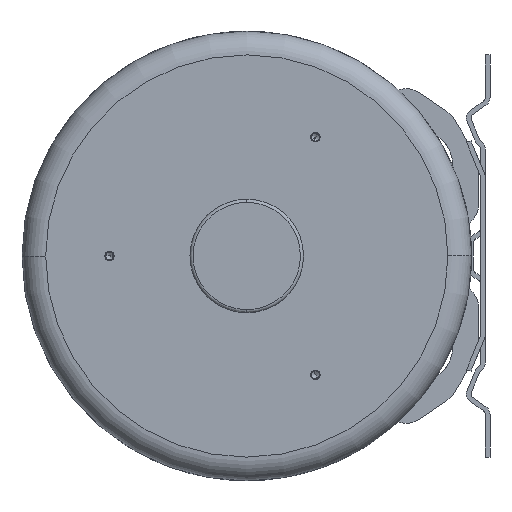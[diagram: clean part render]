
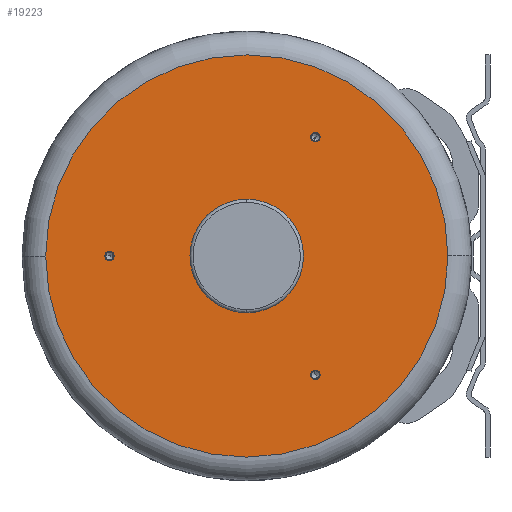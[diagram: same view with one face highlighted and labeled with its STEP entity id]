
A CAD part, left-side view. The second image highlights one B-rep face of the part: STEP entity #19223.
In plain terms, the highlighted planar face has unit normal (-1, 0, 0).
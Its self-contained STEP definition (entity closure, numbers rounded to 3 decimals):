
#358=CARTESIAN_POINT('',(-73.5,0.,0.));
#359=DIRECTION('',(1.,0.,0.));
#360=DIRECTION('',(0.,-1.,0.));
#361=AXIS2_PLACEMENT_3D('',#358,#359,#360);
#363=CARTESIAN_POINT('',(-73.5,0.,0.));
#364=DIRECTION('',(1.,0.,0.));
#365=DIRECTION('',(0.,-1.,-0.003));
#366=AXIS2_PLACEMENT_3D('',#363,#364,#365);
#368=CARTESIAN_POINT('',(-73.5,0.,0.));
#369=DIRECTION('',(1.,0.,0.));
#370=DIRECTION('',(0.,1.,0.));
#371=AXIS2_PLACEMENT_3D('',#368,#369,#370);
#373=CARTESIAN_POINT('',(-73.5,0.,0.));
#374=DIRECTION('',(1.,0.,0.));
#375=DIRECTION('',(0.,1.,0.003));
#376=AXIS2_PLACEMENT_3D('',#373,#374,#375);
#378=CARTESIAN_POINT('',(-73.5,0.,0.));
#379=DIRECTION('',(-1.,0.,0.));
#380=DIRECTION('',(0.,0.,1.));
#381=AXIS2_PLACEMENT_3D('',#378,#379,#380);
#383=CARTESIAN_POINT('',(-73.5,0.,0.));
#384=DIRECTION('',(-1.,0.,0.));
#385=DIRECTION('',(0.,0.,-1.));
#386=AXIS2_PLACEMENT_3D('',#383,#384,#385);
#388=CARTESIAN_POINT('',(-73.5,87.,0.));
#389=DIRECTION('',(-1.,0.,0.));
#390=DIRECTION('',(0.,1.,0.));
#391=AXIS2_PLACEMENT_3D('',#388,#389,#390);
#393=CARTESIAN_POINT('',(-73.5,87.,0.));
#394=DIRECTION('',(-1.,0.,0.));
#395=DIRECTION('',(0.,-1.,0.));
#396=AXIS2_PLACEMENT_3D('',#393,#394,#395);
#398=CARTESIAN_POINT('',(-73.5,-43.5,75.344));
#399=DIRECTION('',(-1.,0.,0.));
#400=DIRECTION('',(0.,-0.5,0.866));
#401=AXIS2_PLACEMENT_3D('',#398,#399,#400);
#403=CARTESIAN_POINT('',(-73.5,-43.5,75.344));
#404=DIRECTION('',(-1.,0.,0.));
#405=DIRECTION('',(0.,0.5,-0.866));
#406=AXIS2_PLACEMENT_3D('',#403,#404,#405);
#408=CARTESIAN_POINT('',(-73.5,-43.5,-75.344));
#409=DIRECTION('',(-1.,0.,0.));
#410=DIRECTION('',(0.,-0.5,-0.866));
#411=AXIS2_PLACEMENT_3D('',#408,#409,#410);
#413=CARTESIAN_POINT('',(-73.5,-43.5,-75.344));
#414=DIRECTION('',(-1.,0.,0.));
#415=DIRECTION('',(0.,0.5,0.866));
#416=AXIS2_PLACEMENT_3D('',#413,#414,#415);
#18564=CARTESIAN_POINT('',(-73.5,127.499,0.391));
#18565=CARTESIAN_POINT('',(-73.5,-127.5,0.));
#18566=VERTEX_POINT('',#18564);
#18567=VERTEX_POINT('',#18565);
#18568=CARTESIAN_POINT('',(-73.5,127.5,0.));
#18569=VERTEX_POINT('',#18568);
#18570=CARTESIAN_POINT('',(-73.5,-127.499,-0.391));
#18571=VERTEX_POINT('',#18570);
#18572=CARTESIAN_POINT('',(-73.5,0.,36.));
#18573=CARTESIAN_POINT('',(-73.5,0.,-36.));
#18574=VERTEX_POINT('',#18572);
#18575=VERTEX_POINT('',#18573);
#18576=CARTESIAN_POINT('',(-73.5,89.5,0.));
#18577=CARTESIAN_POINT('',(-73.5,84.5,0.));
#18578=VERTEX_POINT('',#18576);
#18579=VERTEX_POINT('',#18577);
#18580=CARTESIAN_POINT('',(-73.5,-44.75,77.509));
#18581=CARTESIAN_POINT('',(-73.5,-42.25,73.179));
#18582=VERTEX_POINT('',#18580);
#18583=VERTEX_POINT('',#18581);
#18584=CARTESIAN_POINT('',(-73.5,-44.75,-77.509));
#18585=CARTESIAN_POINT('',(-73.5,-42.25,-73.179));
#18586=VERTEX_POINT('',#18584);
#18587=VERTEX_POINT('',#18585);
#19186=CARTESIAN_POINT('',(-73.5,0.,0.));
#19187=DIRECTION('',(1.,0.,0.));
#19188=DIRECTION('',(0.,-1.,0.));
#19189=AXIS2_PLACEMENT_3D('',#19186,#19187,#19188);
#19190=PLANE('',#19189);
#19192=ORIENTED_EDGE('',*,*,#19191,.T.);
#19194=ORIENTED_EDGE('',*,*,#19193,.T.);
#19195=ORIENTED_EDGE('',*,*,#19175,.T.);
#19196=ORIENTED_EDGE('',*,*,#19173,.T.);
#19197=EDGE_LOOP('',(#19192,#19194,#19195,#19196));
#19198=FACE_OUTER_BOUND('',#19197,.F.);
#19200=ORIENTED_EDGE('',*,*,#19199,.T.);
#19202=ORIENTED_EDGE('',*,*,#19201,.T.);
#19203=EDGE_LOOP('',(#19200,#19202));
#19204=FACE_BOUND('',#19203,.F.);
#19206=ORIENTED_EDGE('',*,*,#19205,.T.);
#19208=ORIENTED_EDGE('',*,*,#19207,.T.);
#19209=EDGE_LOOP('',(#19206,#19208));
#19210=FACE_BOUND('',#19209,.F.);
#19212=ORIENTED_EDGE('',*,*,#19211,.T.);
#19214=ORIENTED_EDGE('',*,*,#19213,.T.);
#19215=EDGE_LOOP('',(#19212,#19214));
#19216=FACE_BOUND('',#19215,.F.);
#19218=ORIENTED_EDGE('',*,*,#19217,.T.);
#19220=ORIENTED_EDGE('',*,*,#19219,.T.);
#19221=EDGE_LOOP('',(#19218,#19220));
#19222=FACE_BOUND('',#19221,.F.);
#19223=ADVANCED_FACE('',(#19198,#19204,#19210,#19216,#19222),#19190,.F.);
#362=CIRCLE('',#361,127.5);
#367=CIRCLE('',#366,127.5);
#372=CIRCLE('',#371,127.5);
#377=CIRCLE('',#376,127.5);
#382=CIRCLE('',#381,36.);
#387=CIRCLE('',#386,36.);
#392=CIRCLE('',#391,2.5);
#397=CIRCLE('',#396,2.5);
#402=CIRCLE('',#401,2.5);
#407=CIRCLE('',#406,2.5);
#412=CIRCLE('',#411,2.5);
#417=CIRCLE('',#416,2.5);
#19173=EDGE_CURVE('',#18566,#18567,#377,.T.);
#19175=EDGE_CURVE('',#18569,#18566,#372,.T.);
#19191=EDGE_CURVE('',#18567,#18571,#362,.T.);
#19193=EDGE_CURVE('',#18571,#18569,#367,.T.);
#19199=EDGE_CURVE('',#18574,#18575,#382,.T.);
#19201=EDGE_CURVE('',#18575,#18574,#387,.T.);
#19205=EDGE_CURVE('',#18578,#18579,#392,.T.);
#19207=EDGE_CURVE('',#18579,#18578,#397,.T.);
#19211=EDGE_CURVE('',#18582,#18583,#402,.T.);
#19213=EDGE_CURVE('',#18583,#18582,#407,.T.);
#19217=EDGE_CURVE('',#18586,#18587,#412,.T.);
#19219=EDGE_CURVE('',#18587,#18586,#417,.T.);
